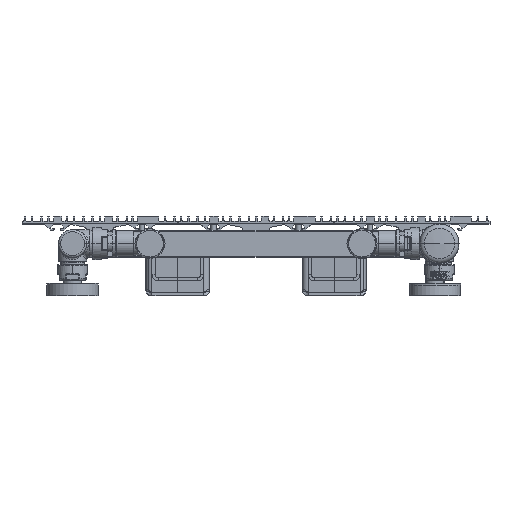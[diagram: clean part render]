
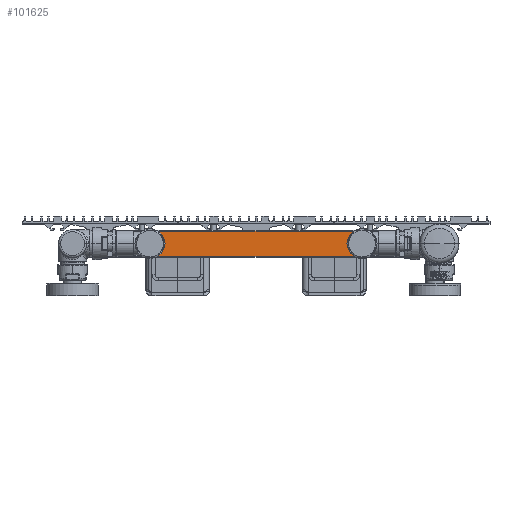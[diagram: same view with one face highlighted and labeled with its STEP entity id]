
A CAD part, front view. The second image highlights one B-rep face of the part: STEP entity #101625.
In plain terms, the highlighted planar face has unit normal (0, -1, 0).
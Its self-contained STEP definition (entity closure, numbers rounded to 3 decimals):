
#20199=CARTESIAN_POINT('',(-273.5,-1121.,-13.));
#20200=DIRECTION('',(0.,1.,0.));
#20201=DIRECTION('',(1.,0.,0.));
#20202=AXIS2_PLACEMENT_3D('',#20199,#20200,#20201);
#20207=CARTESIAN_POINT('',(-273.5,-1121.,-13.));
#20208=DIRECTION('',(0.,1.,0.));
#20209=DIRECTION('',(0.539,0.,0.842));
#20210=AXIS2_PLACEMENT_3D('',#20207,#20208,#20209);
#20215=DIRECTION('',(-1.,0.,0.));
#20216=VECTOR('',#20215,189.63);
#20217=CARTESIAN_POINT('',(-76.185,-1121.,-1.));
#20218=LINE('',#20217,#20216);
#20222=CARTESIAN_POINT('',(-68.5,-1121.,-13.));
#20223=DIRECTION('',(0.,1.,0.));
#20224=DIRECTION('',(-1.,0.,0.));
#20225=AXIS2_PLACEMENT_3D('',#20222,#20223,#20224);
#20230=CARTESIAN_POINT('',(-68.5,-1121.,-13.));
#20231=DIRECTION('',(0.,1.,0.));
#20232=DIRECTION('',(-0.539,0.,-0.842));
#20233=AXIS2_PLACEMENT_3D('',#20230,#20231,#20232);
#20238=DIRECTION('',(-1.,0.,0.));
#20239=VECTOR('',#20238,189.63);
#20240=CARTESIAN_POINT('',(-76.185,-1121.,-25.));
#20241=LINE('',#20240,#20239);
#83026=CARTESIAN_POINT('',(-76.185,-1121.,-25.));
#83027=CARTESIAN_POINT('',(-82.75,-1121.,-13.));
#83028=VERTEX_POINT('',#83026);
#83029=VERTEX_POINT('',#83027);
#83030=CARTESIAN_POINT('',(-76.185,-1121.,-1.));
#83031=VERTEX_POINT('',#83030);
#83058=CARTESIAN_POINT('',(-259.25,-1121.,-13.));
#83059=CARTESIAN_POINT('',(-265.815,-1121.,-25.));
#83060=VERTEX_POINT('',#83058);
#83061=VERTEX_POINT('',#83059);
#83068=CARTESIAN_POINT('',(-265.815,-1121.,-1.));
#83069=VERTEX_POINT('',#83068);
#101610=CARTESIAN_POINT('',(5658.,-1121.,0.));
#101611=DIRECTION('',(0.,-1.,0.));
#101612=DIRECTION('',(0.,0.,-1.));
#101613=AXIS2_PLACEMENT_3D('',#101610,#101611,#101612);
#101614=PLANE('',#101613);
#101615=ORIENTED_EDGE('',*,*,#101584,.F.);
#101617=ORIENTED_EDGE('',*,*,#101616,.F.);
#101618=ORIENTED_EDGE('',*,*,#101543,.F.);
#101619=ORIENTED_EDGE('',*,*,#98663,.F.);
#101620=ORIENTED_EDGE('',*,*,#98598,.F.);
#101622=ORIENTED_EDGE('',*,*,#101621,.T.);
#101623=EDGE_LOOP('',(#101615,#101617,#101618,#101619,#101620,#101622));
#101624=FACE_OUTER_BOUND('',#101623,.F.);
#20203=CIRCLE('',#20202,14.25);
#20211=CIRCLE('',#20210,14.25);
#20226=CIRCLE('',#20225,14.25);
#20234=CIRCLE('',#20233,14.25);
#98598=EDGE_CURVE('',#83028,#83029,#20234,.T.);
#98663=EDGE_CURVE('',#83029,#83031,#20226,.T.);
#101543=EDGE_CURVE('',#83031,#83069,#20218,.T.);
#101584=EDGE_CURVE('',#83060,#83061,#20203,.T.);
#101616=EDGE_CURVE('',#83069,#83060,#20211,.T.);
#101621=EDGE_CURVE('',#83028,#83061,#20241,.T.);
#101625=ADVANCED_FACE('',(#101624),#101614,.T.);
